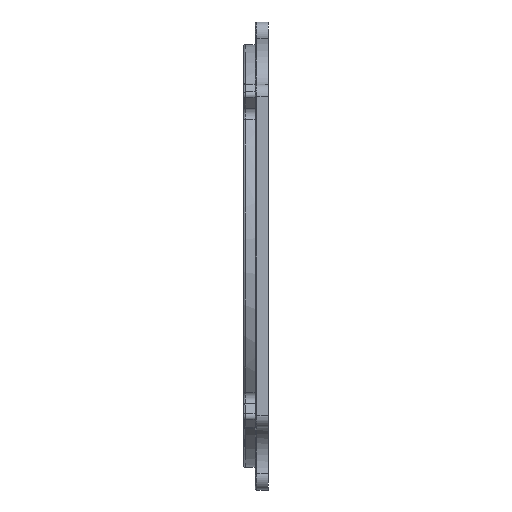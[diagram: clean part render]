
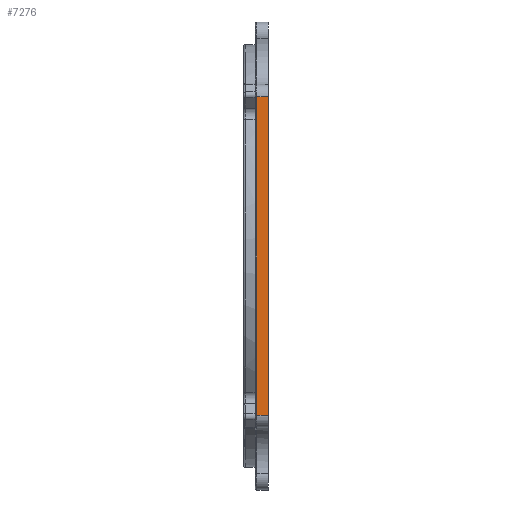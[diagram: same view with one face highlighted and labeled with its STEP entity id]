
A CAD part, left-side view. The second image highlights one B-rep face of the part: STEP entity #7276.
In plain terms, the highlighted planar face has unit normal (-1, 0, 0).
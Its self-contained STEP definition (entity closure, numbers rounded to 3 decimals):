
#210 = ORIENTED_EDGE ( 'NONE', *, *, #5844, .T. ) ;
#370 = CARTESIAN_POINT ( 'NONE',  ( -28.17, 1.6, 19.175 ) ) ;
#470 = LINE ( 'NONE', #370, #1511 ) ;
#485 = LINE ( 'NONE', #6202, #7452 ) ;
#652 = ORIENTED_EDGE ( 'NONE', *, *, #2306, .F. ) ;
#653 = DIRECTION ( 'NONE',  ( 0., -1., 0. ) ) ;
#833 = DIRECTION ( 'NONE',  ( 1., 0., 0. ) ) ;
#837 = VERTEX_POINT ( 'NONE', #3334 ) ;
#1511 = VECTOR ( 'NONE', #8653, 1000. ) ;
#1670 = LINE ( 'NONE', #1941, #5484 ) ;
#1672 = CARTESIAN_POINT ( 'NONE',  ( -28.17, 1.4, -19.213 ) ) ;
#1941 = CARTESIAN_POINT ( 'NONE',  ( -28.17, 1.4, -19.213 ) ) ;
#2306 = EDGE_CURVE ( 'NONE', #837, #7020, #470, .T. ) ;
#2627 = ORIENTED_EDGE ( 'NONE', *, *, #5932, .T. ) ;
#2896 = PLANE ( 'NONE',  #6991 ) ;
#3131 = VERTEX_POINT ( 'NONE', #4978 ) ;
#3334 = CARTESIAN_POINT ( 'NONE',  ( -28.17, 1.4, 19.175 ) ) ;
#3336 = CARTESIAN_POINT ( 'NONE',  ( -28.17, 1.6, -19.213 ) ) ;
#3780 = CARTESIAN_POINT ( 'NONE',  ( -28.17, 0., 19.175 ) ) ;
#4978 = CARTESIAN_POINT ( 'NONE',  ( -28.17, 0., -19.213 ) ) ;
#5313 = EDGE_LOOP ( 'NONE', ( #652, #2627, #210, #6347 ) ) ;
#5484 = VECTOR ( 'NONE', #5534, 1000. ) ;
#5534 = DIRECTION ( 'NONE',  ( 0., 0., -1. ) ) ;
#5844 = EDGE_CURVE ( 'NONE', #7765, #3131, #8358, .T. ) ;
#5905 = FACE_OUTER_BOUND ( 'NONE', #5313, .T. ) ;
#5932 = EDGE_CURVE ( 'NONE', #837, #7765, #1670, .T. ) ;
#6186 = CARTESIAN_POINT ( 'NONE',  ( -28.17, 1.6, -0.019 ) ) ;
#6202 = CARTESIAN_POINT ( 'NONE',  ( -28.17, 0., -0.019 ) ) ;
#6347 = ORIENTED_EDGE ( 'NONE', *, *, #8607, .T. ) ;
#6564 = VECTOR ( 'NONE', #653, 1000. ) ;
#6991 = AXIS2_PLACEMENT_3D ( 'NONE', #6186, #833, #8321 ) ;
#7020 = VERTEX_POINT ( 'NONE', #3780 ) ;
#7276 = ADVANCED_FACE ( 'NONE', ( #5905 ), #2896, .F. ) ;
#7443 = DIRECTION ( 'NONE',  ( 0., 0., 1. ) ) ;
#7452 = VECTOR ( 'NONE', #7443, 1000. ) ;
#7765 = VERTEX_POINT ( 'NONE', #1672 ) ;
#8321 = DIRECTION ( 'NONE',  ( 0., 0., -1. ) ) ;
#8358 = LINE ( 'NONE', #3336, #6564 ) ;
#8607 = EDGE_CURVE ( 'NONE', #3131, #7020, #485, .T. ) ;
#8653 = DIRECTION ( 'NONE',  ( 0., -1., 0. ) ) ;
